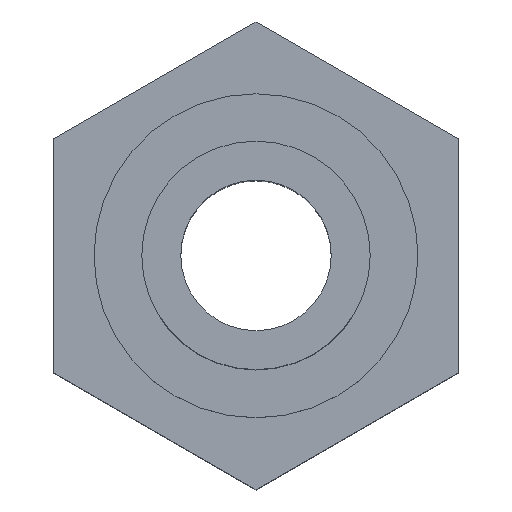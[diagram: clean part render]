
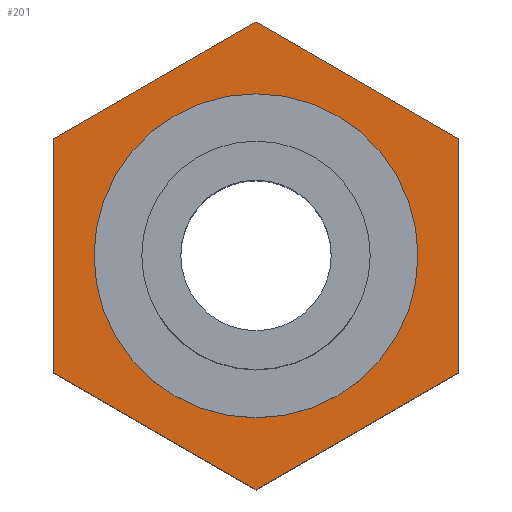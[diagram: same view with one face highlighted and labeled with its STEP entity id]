
A CAD part, top view. The second image highlights one B-rep face of the part: STEP entity #201.
In plain terms, the highlighted planar face has unit normal (0, 0, 1).
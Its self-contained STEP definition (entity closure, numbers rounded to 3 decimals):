
#15=LINE('',#301,#33);
#16=LINE('',#303,#34);
#17=LINE('',#305,#35);
#18=LINE('',#307,#36);
#19=LINE('',#309,#37);
#20=LINE('',#310,#38);
#33=VECTOR('',#244,10.);
#34=VECTOR('',#245,10.);
#35=VECTOR('',#246,10.);
#36=VECTOR('',#247,10.);
#37=VECTOR('',#248,10.);
#38=VECTOR('',#249,10.);
#51=PLANE('',#218);
#62=FACE_BOUND('',#84,.T.);
#69=FACE_OUTER_BOUND('',#83,.T.);
#83=EDGE_LOOP('',(#151,#152,#153,#154,#155,#156));
#84=EDGE_LOOP('',(#157));
#101=CIRCLE('',#216,5.6);
#107=VERTEX_POINT('',#294);
#109=VERTEX_POINT('',#299);
#110=VERTEX_POINT('',#300);
#111=VERTEX_POINT('',#302);
#112=VERTEX_POINT('',#304);
#113=VERTEX_POINT('',#306);
#114=VERTEX_POINT('',#308);
#125=EDGE_CURVE('',#107,#107,#101,.T.);
#127=EDGE_CURVE('',#109,#110,#15,.T.);
#128=EDGE_CURVE('',#110,#111,#16,.T.);
#129=EDGE_CURVE('',#111,#112,#17,.T.);
#130=EDGE_CURVE('',#112,#113,#18,.T.);
#131=EDGE_CURVE('',#113,#114,#19,.T.);
#132=EDGE_CURVE('',#114,#109,#20,.T.);
#151=ORIENTED_EDGE('',*,*,#127,.T.);
#152=ORIENTED_EDGE('',*,*,#128,.T.);
#153=ORIENTED_EDGE('',*,*,#129,.T.);
#154=ORIENTED_EDGE('',*,*,#130,.T.);
#155=ORIENTED_EDGE('',*,*,#131,.T.);
#156=ORIENTED_EDGE('',*,*,#132,.T.);
#157=ORIENTED_EDGE('',*,*,#125,.T.);
#201=ADVANCED_FACE('',(#69,#62),#51,.T.);
#216=AXIS2_PLACEMENT_3D('',#295,#238,#239);
#218=AXIS2_PLACEMENT_3D('',#298,#242,#243);
#238=DIRECTION('center_axis',(0.,0.,
-1.));
#239=DIRECTION('ref_axis',(-1.,0.,0.));
#242=DIRECTION('center_axis',(0.,0.,
1.));
#243=DIRECTION('ref_axis',(-1.,0.,0.));
#244=DIRECTION('',(0.,1.,0.));
#245=DIRECTION('',(-0.866,0.5,0.));
#246=DIRECTION('',(-0.866,-0.5,0.));
#247=DIRECTION('',(0.,-1.,0.));
#248=DIRECTION('',(0.866,-0.5,0.));
#249=DIRECTION('',(0.866,0.5,0.));
#294=CARTESIAN_POINT('',(23.6,-106.5,39.5));
#295=CARTESIAN_POINT('Origin',(18.,-106.5,39.5));
#298=CARTESIAN_POINT('Origin',(18.,-106.5,39.5));
#299=CARTESIAN_POINT('',(25.,-110.541,39.5));
#300=CARTESIAN_POINT('',(25.,-102.459,39.5));
#301=CARTESIAN_POINT('',(25.,-108.521,39.5));
#302=CARTESIAN_POINT('',(18.,-98.417,39.5));
#303=CARTESIAN_POINT('',(23.25,-101.448,39.5));
#304=CARTESIAN_POINT('',(11.,-102.459,39.5));
#305=CARTESIAN_POINT('',(16.25,-99.427,39.5));
#306=CARTESIAN_POINT('',(11.,-110.541,39.5));
#307=CARTESIAN_POINT('',(11.,-104.479,39.5));
#308=CARTESIAN_POINT('',(18.,-114.583,39.5));
#309=CARTESIAN_POINT('',(12.75,-111.552,39.5));
#310=CARTESIAN_POINT('',(19.75,-113.573,39.5));
